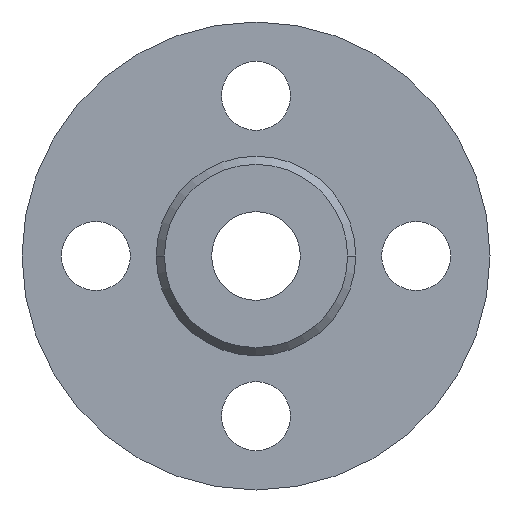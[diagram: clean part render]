
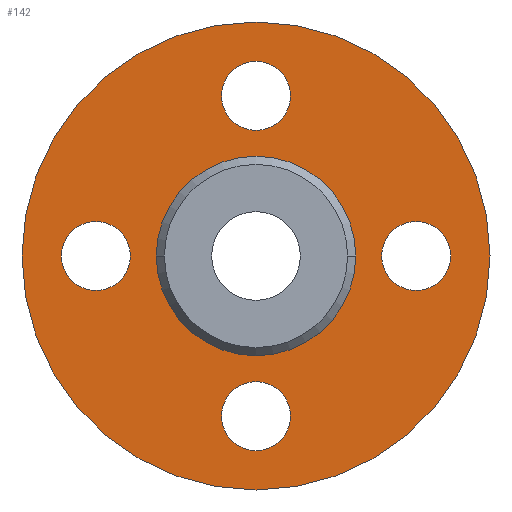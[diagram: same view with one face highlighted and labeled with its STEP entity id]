
A CAD part, front view. The second image highlights one B-rep face of the part: STEP entity #142.
In plain terms, the highlighted planar face has unit normal (0, -1, 0).
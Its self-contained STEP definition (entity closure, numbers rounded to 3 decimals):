
#12 = ORIENTED_EDGE ( 'NONE', *, *, #1025, .F. ) ;
#22 = CARTESIAN_POINT ( 'NONE',  ( 0., 2., 0. ) ) ;
#27 = EDGE_CURVE ( 'NONE', #405, #91, #50, .T. ) ;
#31 = VERTEX_POINT ( 'NONE', #459 ) ;
#32 = EDGE_LOOP ( 'NONE', ( #671, #583 ) ) ;
#33 = CARTESIAN_POINT ( 'NONE',  ( 0., 2., 25.5 ) ) ;
#35 = FACE_BOUND ( 'NONE', #870, .T. ) ;
#38 = EDGE_LOOP ( 'NONE', ( #122, #380 ) ) ;
#41 = DIRECTION ( 'NONE',  ( -1., 0., 0. ) ) ;
#50 = CIRCLE ( 'NONE', #961, 7. ) ;
#57 = CARTESIAN_POINT ( 'NONE',  ( 0., 2., 0. ) ) ;
#59 = EDGE_CURVE ( 'NONE', #1171, #662, #205, .T. ) ;
#68 = DIRECTION ( 'NONE',  ( -1., 0., 0. ) ) ;
#69 = AXIS2_PLACEMENT_3D ( 'NONE', #272, #739, #189 ) ;
#79 = EDGE_LOOP ( 'NONE', ( #797, #134 ) ) ;
#91 = VERTEX_POINT ( 'NONE', #213 ) ;
#102 = CARTESIAN_POINT ( 'NONE',  ( 25.5, 2., 0. ) ) ;
#106 = CIRCLE ( 'NONE', #990, 7. ) ;
#107 = CARTESIAN_POINT ( 'NONE',  ( 0., 2., -32.5 ) ) ;
#122 = ORIENTED_EDGE ( 'NONE', *, *, #59, .T. ) ;
#132 = CARTESIAN_POINT ( 'NONE',  ( 0., 2., 0. ) ) ;
#134 = ORIENTED_EDGE ( 'NONE', *, *, #780, .F. ) ;
#142 = ADVANCED_FACE ( 'NONE', ( #35, #765, #226, #681, #417, #771 ), #153, .T. ) ;
#153 = PLANE ( 'NONE',  #1034 ) ;
#177 = CARTESIAN_POINT ( 'NONE',  ( 0., 2., 39.5 ) ) ;
#189 = DIRECTION ( 'NONE',  ( -1., 0., 0. ) ) ;
#199 = EDGE_CURVE ( 'NONE', #325, #1154, #820, .T. ) ;
#205 = CIRCLE ( 'NONE', #394, 20.25 ) ;
#212 = CIRCLE ( 'NONE', #1143, 20.25 ) ;
#213 = CARTESIAN_POINT ( 'NONE',  ( 39.5, 2., 0. ) ) ;
#220 = CIRCLE ( 'NONE', #749, 7. ) ;
#226 = FACE_BOUND ( 'NONE', #582, .T. ) ;
#241 = AXIS2_PLACEMENT_3D ( 'NONE', #132, #491, #41 ) ;
#266 = DIRECTION ( 'NONE',  ( 0., -1., 0. ) ) ;
#272 = CARTESIAN_POINT ( 'NONE',  ( 0., 2., 32.5 ) ) ;
#279 = EDGE_CURVE ( 'NONE', #425, #488, #106, .T. ) ;
#292 = DIRECTION ( 'NONE',  ( 0., 1., 0. ) ) ;
#299 = CARTESIAN_POINT ( 'NONE',  ( -20.25, 2., 0. ) ) ;
#304 = DIRECTION ( 'NONE',  ( 1., 0., 0. ) ) ;
#309 = EDGE_CURVE ( 'NONE', #662, #1171, #212, .T. ) ;
#310 = CARTESIAN_POINT ( 'NONE',  ( 0., 2., 32.5 ) ) ;
#312 = CIRCLE ( 'NONE', #468, 7. ) ;
#325 = VERTEX_POINT ( 'NONE', #784 ) ;
#351 = CARTESIAN_POINT ( 'NONE',  ( 0., 2., 0. ) ) ;
#357 = DIRECTION ( 'NONE',  ( 0., -1., 0. ) ) ;
#380 = ORIENTED_EDGE ( 'NONE', *, *, #309, .T. ) ;
#394 = AXIS2_PLACEMENT_3D ( 'NONE', #22, #292, #546 ) ;
#405 = VERTEX_POINT ( 'NONE', #102 ) ;
#417 = FACE_BOUND ( 'NONE', #38, .T. ) ;
#422 = DIRECTION ( 'NONE',  ( 0., -1., 0. ) ) ;
#425 = VERTEX_POINT ( 'NONE', #1002 ) ;
#430 = ORIENTED_EDGE ( 'NONE', *, *, #811, .F. ) ;
#438 = CARTESIAN_POINT ( 'NONE',  ( -47.5, 2., 0. ) ) ;
#448 = EDGE_CURVE ( 'NONE', #488, #425, #885, .T. ) ;
#459 = CARTESIAN_POINT ( 'NONE',  ( -39.5, 2., 0. ) ) ;
#460 = CARTESIAN_POINT ( 'NONE',  ( -20.25, 2., 0. ) ) ;
#468 = AXIS2_PLACEMENT_3D ( 'NONE', #310, #674, #68 ) ;
#470 = DIRECTION ( 'NONE',  ( 1., 0., 0. ) ) ;
#479 = EDGE_CURVE ( 'NONE', #602, #1012, #1134, .T. ) ;
#488 = VERTEX_POINT ( 'NONE', #743 ) ;
#491 = DIRECTION ( 'NONE',  ( 0., 1., 0. ) ) ;
#541 = VERTEX_POINT ( 'NONE', #699 ) ;
#546 = DIRECTION ( 'NONE',  ( -1., 0., 0. ) ) ;
#551 = DIRECTION ( 'NONE',  ( 0., 0., 1. ) ) ;
#567 = DIRECTION ( 'NONE',  ( 0., -1., 0. ) ) ;
#573 = AXIS2_PLACEMENT_3D ( 'NONE', #1145, #852, #955 ) ;
#581 = EDGE_CURVE ( 'NONE', #1154, #325, #958, .T. ) ;
#582 = EDGE_LOOP ( 'NONE', ( #850, #942 ) ) ;
#583 = ORIENTED_EDGE ( 'NONE', *, *, #279, .F. ) ;
#602 = VERTEX_POINT ( 'NONE', #177 ) ;
#662 = VERTEX_POINT ( 'NONE', #868 ) ;
#671 = ORIENTED_EDGE ( 'NONE', *, *, #448, .F. ) ;
#674 = DIRECTION ( 'NONE',  ( 0., -1., 0. ) ) ;
#681 = FACE_BOUND ( 'NONE', #32, .T. ) ;
#683 = EDGE_LOOP ( 'NONE', ( #1119, #1023 ) ) ;
#688 = DIRECTION ( 'NONE',  ( 0., -1., 0. ) ) ;
#695 = CARTESIAN_POINT ( 'NONE',  ( 32.5, 2., 0. ) ) ;
#699 = CARTESIAN_POINT ( 'NONE',  ( -25.5, 2., 0. ) ) ;
#710 = CARTESIAN_POINT ( 'NONE',  ( -32.5, 2., 0. ) ) ;
#711 = EDGE_CURVE ( 'NONE', #91, #405, #220, .T. ) ;
#722 = DIRECTION ( 'NONE',  ( 0., 1., 0. ) ) ;
#739 = DIRECTION ( 'NONE',  ( 0., -1., 0. ) ) ;
#743 = CARTESIAN_POINT ( 'NONE',  ( 0., 2., -39.5 ) ) ;
#749 = AXIS2_PLACEMENT_3D ( 'NONE', #695, #422, #787 ) ;
#765 = FACE_BOUND ( 'NONE', #79, .T. ) ;
#771 = FACE_OUTER_BOUND ( 'NONE', #683, .T. ) ;
#780 = EDGE_CURVE ( 'NONE', #1012, #602, #312, .T. ) ;
#784 = CARTESIAN_POINT ( 'NONE',  ( 47.5, 2., 0. ) ) ;
#787 = DIRECTION ( 'NONE',  ( 0., 0., 1. ) ) ;
#797 = ORIENTED_EDGE ( 'NONE', *, *, #479, .F. ) ;
#811 = EDGE_CURVE ( 'NONE', #31, #541, #1013, .T. ) ;
#820 = CIRCLE ( 'NONE', #241, 47.5 ) ;
#850 = ORIENTED_EDGE ( 'NONE', *, *, #711, .F. ) ;
#852 = DIRECTION ( 'NONE',  ( 0., -1., 0. ) ) ;
#868 = CARTESIAN_POINT ( 'NONE',  ( 20.25, 2., 0. ) ) ;
#870 = EDGE_LOOP ( 'NONE', ( #430, #12 ) ) ;
#885 = CIRCLE ( 'NONE', #980, 7. ) ;
#890 = DIRECTION ( 'NONE',  ( 0., 1., 0. ) ) ;
#942 = ORIENTED_EDGE ( 'NONE', *, *, #27, .F. ) ;
#955 = DIRECTION ( 'NONE',  ( 0., 0., -1. ) ) ;
#958 = CIRCLE ( 'NONE', #1111, 47.5 ) ;
#961 = AXIS2_PLACEMENT_3D ( 'NONE', #1010, #567, #551 ) ;
#980 = AXIS2_PLACEMENT_3D ( 'NONE', #107, #266, #470 ) ;
#990 = AXIS2_PLACEMENT_3D ( 'NONE', #1169, #357, #1174 ) ;
#991 = DIRECTION ( 'NONE',  ( -1., 0., 0. ) ) ;
#1002 = CARTESIAN_POINT ( 'NONE',  ( 0., 2., -25.5 ) ) ;
#1010 = CARTESIAN_POINT ( 'NONE',  ( 32.5, 2., 0. ) ) ;
#1012 = VERTEX_POINT ( 'NONE', #33 ) ;
#1013 = CIRCLE ( 'NONE', #1109, 7. ) ;
#1023 = ORIENTED_EDGE ( 'NONE', *, *, #199, .F. ) ;
#1025 = EDGE_CURVE ( 'NONE', #541, #31, #1090, .T. ) ;
#1034 = AXIS2_PLACEMENT_3D ( 'NONE', #299, #688, #304 ) ;
#1072 = DIRECTION ( 'NONE',  ( 0., 0., -1. ) ) ;
#1090 = CIRCLE ( 'NONE', #573, 7. ) ;
#1092 = DIRECTION ( 'NONE',  ( 0., -1., 0. ) ) ;
#1109 = AXIS2_PLACEMENT_3D ( 'NONE', #710, #1092, #1072 ) ;
#1111 = AXIS2_PLACEMENT_3D ( 'NONE', #351, #890, #991 ) ;
#1119 = ORIENTED_EDGE ( 'NONE', *, *, #581, .F. ) ;
#1134 = CIRCLE ( 'NONE', #69, 7. ) ;
#1143 = AXIS2_PLACEMENT_3D ( 'NONE', #57, #722, #1149 ) ;
#1145 = CARTESIAN_POINT ( 'NONE',  ( -32.5, 2., 0. ) ) ;
#1149 = DIRECTION ( 'NONE',  ( -1., 0., 0. ) ) ;
#1154 = VERTEX_POINT ( 'NONE', #438 ) ;
#1169 = CARTESIAN_POINT ( 'NONE',  ( 0., 2., -32.5 ) ) ;
#1171 = VERTEX_POINT ( 'NONE', #460 ) ;
#1174 = DIRECTION ( 'NONE',  ( 1., 0., 0. ) ) ;
